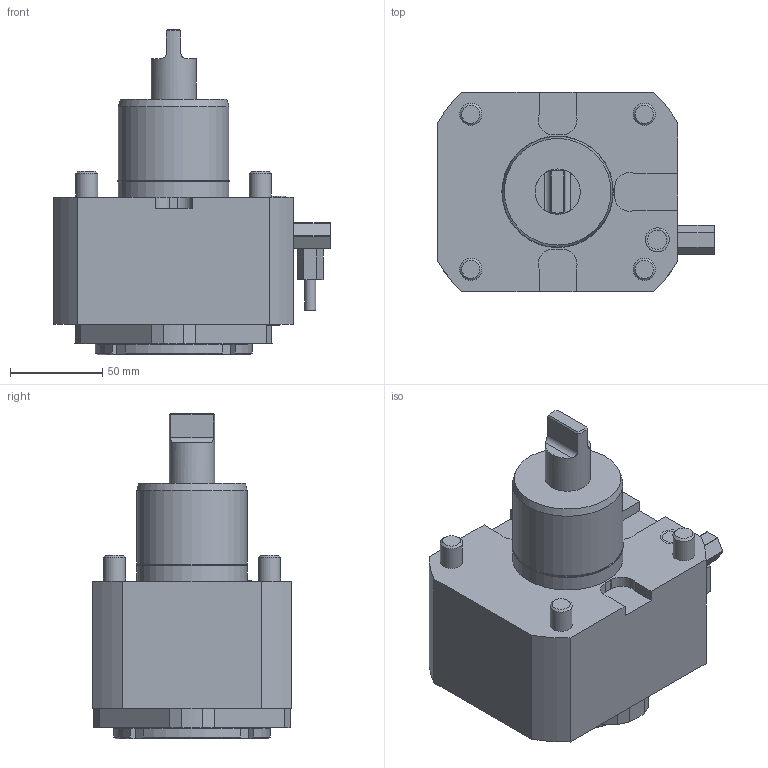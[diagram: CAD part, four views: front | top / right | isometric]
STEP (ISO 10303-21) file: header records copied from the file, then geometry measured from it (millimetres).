
FILE_DESCRIPTION (( 'STEP AP214' ), '1' );
FILE_NAME ('RAPCHC5121UNL.STEP', '2023-12-11T10:57:13', ( '' ), ( '' ), 'SwSTEP 2.0', 'SolidWorks 2023', '' );
FILE_SCHEMA (( 'AUTOMOTIVE_DESIGN' ));
Length unit declared in the file: millimetre
Products named in the file (1): RAPCHC5121UNL
Bounding box: 149.9 x 108 x 176.5 mm (x, y, z)
Volume: 1152674.6 mm3; surface area: 100281.1 mm2
Topology: 5 solids, 5 shells, 515 faces, 1302 edges, 854 vertices
Faces by surface type: plane 342, cylinder 85, bspline 55, cone 21, torus 11, sphere 1
Full cylindrical faces by diameter (mm): 1.7 x1, 2.1 x1, 6 x1, 6.366 x1, 12 x8, 18 x4, 18.5 x4, 24.5 x1, 41.299 x1, 52 x1, 59.9 x2, 60.389 x1
Entity records: 21074 total; most frequent: CARTESIAN_POINT 6221, ORIENTED_EDGE 2466, DIRECTION 2242, EDGE_CURVE 1233, VECTOR 878, LINE 878, VERTEX_POINT 837, AXIS2_PLACEMENT_3D 682
